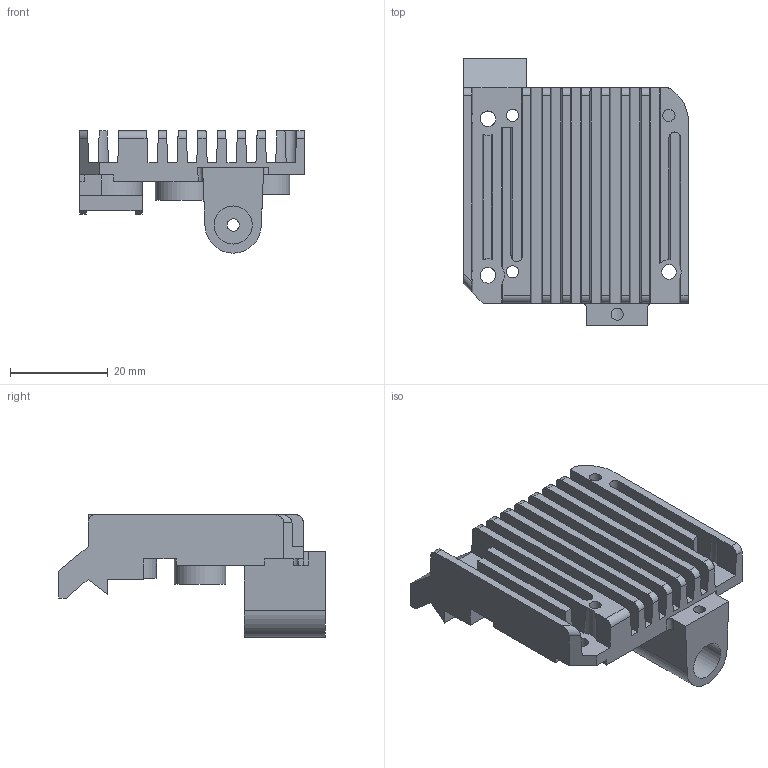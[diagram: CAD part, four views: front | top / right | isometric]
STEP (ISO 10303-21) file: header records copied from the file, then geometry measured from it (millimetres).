
FILE_DESCRIPTION(('FreeCAD Model'),'2;1');
FILE_NAME('Open CASCADE Shape Model','2024-09-08T02:18:18',(''),(''), 'Open CASCADE STEP processor 7.7','Ondsel','Unknown');
FILE_SCHEMA(('AUTOMOTIVE_DESIGN { 1 0 10303 214 1 1 1 1 }'));
Length unit declared in the file: millimetre
Products named in the file (1): Grubscrew Hole
Bounding box: 46 x 54.5 x 25 mm (x, y, z)
Volume: 14692.7 mm3; surface area: 13373.9 mm2
Topology: 1 solids, 1 shells, 131 faces, 382 edges, 260 vertices
Faces by surface type: plane 59, cylinder 45, bspline 26, cone 1
Full cylindrical faces by diameter (mm): 2.5 x4, 3 x1, 3.2 x2, 6 x1, 7.8 x1, 9.9 x1, 10.5 x1, 13 x1
Entity records: 5790 total; most frequent: CARTESIAN_POINT 2428, ORIENTED_EDGE 764, DIRECTION 580, EDGE_CURVE 382, VERTEX_POINT 260, LINE 224, VECTOR 224, AXIS2_PLACEMENT_3D 178
